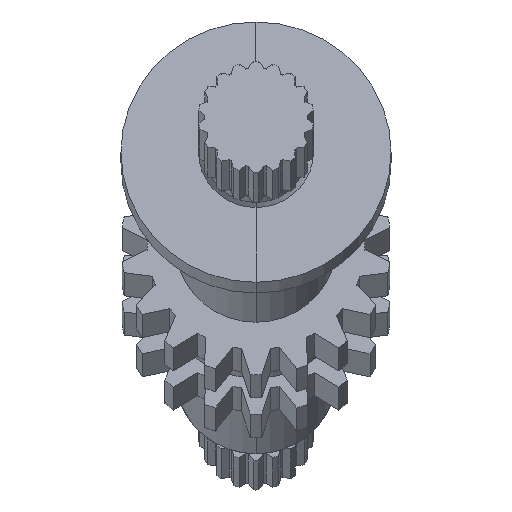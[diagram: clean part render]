
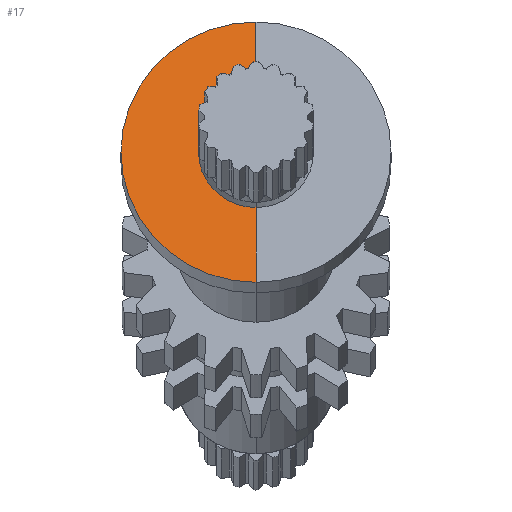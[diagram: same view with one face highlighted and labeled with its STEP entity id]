
A CAD part, top view. The second image highlights one B-rep face of the part: STEP entity #17.
In plain terms, the highlighted planar face has unit normal (0, -0.266, -0.964).
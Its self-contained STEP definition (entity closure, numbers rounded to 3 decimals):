
#17 = ADVANCED_FACE('',(#18),#32,.T.);
#18 = FACE_BOUND('',#19,.F.);
#19 = EDGE_LOOP('',(#20,#55,#110,#133));
#20 = ORIENTED_EDGE('',*,*,#21,.F.);
#21 = EDGE_CURVE('',#22,#24,#26,.T.);
#22 = VERTEX_POINT('',#23);
#23 = CARTESIAN_POINT('',(0.036,11.152,
    77.836));
#24 = VERTEX_POINT('',#25);
#25 = CARTESIAN_POINT('',(0.038,-1.863,
    81.424));
#26 = SURFACE_CURVE('',#27,(#31,#43),.PCURVE_S1.);
#27 = LINE('',#28,#29);
#28 = CARTESIAN_POINT('',(0.036,11.152,
    77.836));
#29 = VECTOR('',#30,1.);
#30 = DIRECTION('',(0.,-0.964,0.266));
#31 = PCURVE('',#32,#37);
#32 = PLANE('',#33);
#33 = AXIS2_PLACEMENT_3D('',#34,#35,#36);
#34 = CARTESIAN_POINT('',(-11.716,20.791,75.179
    ));
#35 = DIRECTION('',(0.,-0.266,-0.964)
  );
#36 = DIRECTION('',(1.,0.,0.)
  );
#37 = DEFINITIONAL_REPRESENTATION('',(#38),#42);
#38 = LINE('',#39,#40);
#39 = CARTESIAN_POINT('',(11.75,10.));
#40 = VECTOR('',#41,1.);
#41 = DIRECTION('',(0.,1.));
#42 = ( GEOMETRIC_REPRESENTATION_CONTEXT(2) 
PARAMETRIC_REPRESENTATION_CONTEXT() REPRESENTATION_CONTEXT('2D SPACE',''
  ) );
#43 = PCURVE('',#44,#49);
#44 = PLANE('',#45);
#45 = AXIS2_PLACEMENT_3D('',#46,#47,#48);
#46 = CARTESIAN_POINT('',(11.784,20.794,
    75.178));
#47 = DIRECTION('',(0.,-0.266,-0.964)
  );
#48 = DIRECTION('',(-1.,0.,0.)
  );
#49 = DEFINITIONAL_REPRESENTATION('',(#50),#54);
#50 = LINE('',#51,#52);
#51 = CARTESIAN_POINT('',(11.75,-10.));
#52 = VECTOR('',#53,1.);
#53 = DIRECTION('',(0.,-1.));
#54 = ( GEOMETRIC_REPRESENTATION_CONTEXT(2) 
PARAMETRIC_REPRESENTATION_CONTEXT() REPRESENTATION_CONTEXT('2D SPACE',''
  ) );
#55 = ORIENTED_EDGE('',*,*,#56,.F.);
#56 = EDGE_CURVE('',#57,#22,#59,.T.);
#57 = VERTEX_POINT('',#58);
#58 = CARTESIAN_POINT('',(0.033,30.433,
    72.521));
#59 = SURFACE_CURVE('',#60,(#65,#76),.PCURVE_S1.);
#60 = CIRCLE('',#61,10.);
#61 = AXIS2_PLACEMENT_3D('',#62,#63,#64);
#62 = CARTESIAN_POINT('',(0.034,20.792,
    75.179));
#63 = DIRECTION('',(0.,0.266,0.964));
#64 = DIRECTION('',(0.,0.964,-0.266)
  );
#65 = PCURVE('',#32,#66);
#66 = DEFINITIONAL_REPRESENTATION('',(#67),#75);
#67 = ( BOUNDED_CURVE() B_SPLINE_CURVE(2,(#68,#69,#70,#71,#72,#73,#74),
.UNSPECIFIED.,.F.,.F.) B_SPLINE_CURVE_WITH_KNOTS((1,2,2,2,2,1),(
    -2.094,0.,2.094,4.189,6.283,
8.378),.UNSPECIFIED.) CURVE() GEOMETRIC_REPRESENTATION_ITEM() 
RATIONAL_B_SPLINE_CURVE((1.,0.5,1.,0.5,1.,0.5,1.)) REPRESENTATION_ITEM(
  '') );
#68 = CARTESIAN_POINT('',(11.75,-10.));
#69 = CARTESIAN_POINT('',(-5.571,-10.));
#70 = CARTESIAN_POINT('',(3.09,5.));
#71 = CARTESIAN_POINT('',(11.75,20.));
#72 = CARTESIAN_POINT('',(20.41,5.));
#73 = CARTESIAN_POINT('',(29.071,-10.));
#74 = CARTESIAN_POINT('',(11.75,-10.));
#75 = ( GEOMETRIC_REPRESENTATION_CONTEXT(2) 
PARAMETRIC_REPRESENTATION_CONTEXT() REPRESENTATION_CONTEXT('2D SPACE',''
  ) );
#76 = PCURVE('',#77,#82);
#77 = CYLINDRICAL_SURFACE('',#78,10.);
#78 = AXIS2_PLACEMENT_3D('',#79,#80,#81);
#79 = CARTESIAN_POINT('',(0.034,20.829,
    75.314));
#80 = DIRECTION('',(0.,-0.266,-0.964)
  );
#81 = DIRECTION('',(0.,-0.964,0.266));
#82 = DEFINITIONAL_REPRESENTATION('',(#83),#109);
#83 = B_SPLINE_CURVE_WITH_KNOTS('',3,(#84,#85,#86,#87,#88,#89,#90,#91,
    #92,#93,#94,#95,#96,#97,#98,#99,#100,#101,#102,#103,#104,#105,#106,
    #107,#108),.UNSPECIFIED.,.F.,.F.,(4,1,1,1,1,1,1,1,1,1,1,1,1,1,1,1,1,
    1,1,1,1,1,4),(0.,0.143,0.286,0.428,
    0.571,0.714,0.857,1.,
    1.142,1.285,1.428,1.571,
    1.714,1.856,1.999,2.142,
    2.285,2.428,2.57,2.713,
    2.856,2.999,3.142),
  .QUASI_UNIFORM_KNOTS.);
#84 = CARTESIAN_POINT('',(3.142,0.14));
#85 = CARTESIAN_POINT('',(3.094,0.14));
#86 = CARTESIAN_POINT('',(2.999,0.14));
#87 = CARTESIAN_POINT('',(2.856,0.14));
#88 = CARTESIAN_POINT('',(2.713,0.14));
#89 = CARTESIAN_POINT('',(2.57,0.14));
#90 = CARTESIAN_POINT('',(2.428,0.14));
#91 = CARTESIAN_POINT('',(2.285,0.14));
#92 = CARTESIAN_POINT('',(2.142,0.14));
#93 = CARTESIAN_POINT('',(1.999,0.14));
#94 = CARTESIAN_POINT('',(1.856,0.14));
#95 = CARTESIAN_POINT('',(1.714,0.14));
#96 = CARTESIAN_POINT('',(1.571,0.14));
#97 = CARTESIAN_POINT('',(1.428,0.14));
#98 = CARTESIAN_POINT('',(1.285,0.14));
#99 = CARTESIAN_POINT('',(1.142,0.14));
#100 = CARTESIAN_POINT('',(1.,0.14));
#101 = CARTESIAN_POINT('',(0.857,0.14));
#102 = CARTESIAN_POINT('',(0.714,0.14));
#103 = CARTESIAN_POINT('',(0.571,0.14));
#104 = CARTESIAN_POINT('',(0.428,0.14));
#105 = CARTESIAN_POINT('',(0.286,0.14));
#106 = CARTESIAN_POINT('',(0.143,0.14));
#107 = CARTESIAN_POINT('',(0.048,0.14));
#108 = CARTESIAN_POINT('',(0.,0.14));
#109 = ( GEOMETRIC_REPRESENTATION_CONTEXT(2) 
PARAMETRIC_REPRESENTATION_CONTEXT() REPRESENTATION_CONTEXT('2D SPACE',''
  ) );
#110 = ORIENTED_EDGE('',*,*,#111,.F.);
#111 = EDGE_CURVE('',#112,#57,#114,.T.);
#112 = VERTEX_POINT('',#113);
#113 = CARTESIAN_POINT('',(0.031,43.447,
    68.933));
#114 = SURFACE_CURVE('',#115,(#119,#126),.PCURVE_S1.);
#115 = LINE('',#116,#117);
#116 = CARTESIAN_POINT('',(0.031,43.447,
    68.933));
#117 = VECTOR('',#118,1.);
#118 = DIRECTION('',(0.,-0.964,0.266));
#119 = PCURVE('',#32,#120);
#120 = DEFINITIONAL_REPRESENTATION('',(#121),#125);
#121 = LINE('',#122,#123);
#122 = CARTESIAN_POINT('',(11.75,-23.5));
#123 = VECTOR('',#124,1.);
#124 = DIRECTION('',(0.,1.));
#125 = ( GEOMETRIC_REPRESENTATION_CONTEXT(2) 
PARAMETRIC_REPRESENTATION_CONTEXT() REPRESENTATION_CONTEXT('2D SPACE',''
  ) );
#126 = PCURVE('',#44,#127);
#127 = DEFINITIONAL_REPRESENTATION('',(#128),#132);
#128 = LINE('',#129,#130);
#129 = CARTESIAN_POINT('',(11.75,23.5));
#130 = VECTOR('',#131,1.);
#131 = DIRECTION('',(0.,-1.));
#132 = ( GEOMETRIC_REPRESENTATION_CONTEXT(2) 
PARAMETRIC_REPRESENTATION_CONTEXT() REPRESENTATION_CONTEXT('2D SPACE',''
  ) );
#133 = ORIENTED_EDGE('',*,*,#134,.F.);
#134 = EDGE_CURVE('',#24,#112,#135,.T.);
#135 = SURFACE_CURVE('',#136,(#141,#148),.PCURVE_S1.);
#136 = CIRCLE('',#137,23.5);
#137 = AXIS2_PLACEMENT_3D('',#138,#139,#140);
#138 = CARTESIAN_POINT('',(0.034,20.792,
    75.179));
#139 = DIRECTION('',(0.,-0.266,-0.964)
  );
#140 = DIRECTION('',(0.,-0.964,0.266)
  );
#141 = PCURVE('',#32,#142);
#142 = DEFINITIONAL_REPRESENTATION('',(#143),#147);
#143 = CIRCLE('',#144,23.5);
#144 = AXIS2_PLACEMENT_2D('',#145,#146);
#145 = CARTESIAN_POINT('',(11.75,0.));
#146 = DIRECTION('',(0.,1.));
#147 = ( GEOMETRIC_REPRESENTATION_CONTEXT(2) 
PARAMETRIC_REPRESENTATION_CONTEXT() REPRESENTATION_CONTEXT('2D SPACE',''
  ) );
#148 = PCURVE('',#149,#154);
#149 = CYLINDRICAL_SURFACE('',#150,23.5);
#150 = AXIS2_PLACEMENT_3D('',#151,#152,#153);
#151 = CARTESIAN_POINT('',(0.035,18.895,
    68.295));
#152 = DIRECTION('',(0.,0.266,0.964)
  );
#153 = DIRECTION('',(0.,-0.964,0.266)
  );
#154 = DEFINITIONAL_REPRESENTATION('',(#155),#181);
#155 = B_SPLINE_CURVE_WITH_KNOTS('',3,(#156,#157,#158,#159,#160,#161,
    #162,#163,#164,#165,#166,#167,#168,#169,#170,#171,#172,#173,#174,
    #175,#176,#177,#178,#179,#180),.UNSPECIFIED.,.F.,.F.,(4,1,1,1,1,1,1,
    1,1,1,1,1,1,1,1,1,1,1,1,1,1,1,4),(0.,0.143,0.286,
    0.428,0.571,0.714,0.857,
    1.,1.142,1.285,1.428,
    1.571,1.714,1.856,1.999,
    2.142,2.285,2.428,2.57,
    2.713,2.856,2.999,3.142),
  .QUASI_UNIFORM_KNOTS.);
#156 = CARTESIAN_POINT('',(6.283,7.14));
#157 = CARTESIAN_POINT('',(6.236,7.14));
#158 = CARTESIAN_POINT('',(6.14,7.14));
#159 = CARTESIAN_POINT('',(5.998,7.14));
#160 = CARTESIAN_POINT('',(5.855,7.14));
#161 = CARTESIAN_POINT('',(5.712,7.14));
#162 = CARTESIAN_POINT('',(5.569,7.14));
#163 = CARTESIAN_POINT('',(5.426,7.14));
#164 = CARTESIAN_POINT('',(5.284,7.14));
#165 = CARTESIAN_POINT('',(5.141,7.14));
#166 = CARTESIAN_POINT('',(4.998,7.14));
#167 = CARTESIAN_POINT('',(4.855,7.14));
#168 = CARTESIAN_POINT('',(4.712,7.14));
#169 = CARTESIAN_POINT('',(4.57,7.14));
#170 = CARTESIAN_POINT('',(4.427,7.14));
#171 = CARTESIAN_POINT('',(4.284,7.14));
#172 = CARTESIAN_POINT('',(4.141,7.14));
#173 = CARTESIAN_POINT('',(3.998,7.14));
#174 = CARTESIAN_POINT('',(3.856,7.14));
#175 = CARTESIAN_POINT('',(3.713,7.14));
#176 = CARTESIAN_POINT('',(3.57,7.14));
#177 = CARTESIAN_POINT('',(3.427,7.14));
#178 = CARTESIAN_POINT('',(3.284,7.14));
#179 = CARTESIAN_POINT('',(3.189,7.14));
#180 = CARTESIAN_POINT('',(3.142,7.14));
#181 = ( GEOMETRIC_REPRESENTATION_CONTEXT(2) 
PARAMETRIC_REPRESENTATION_CONTEXT() REPRESENTATION_CONTEXT('2D SPACE',''
  ) );
